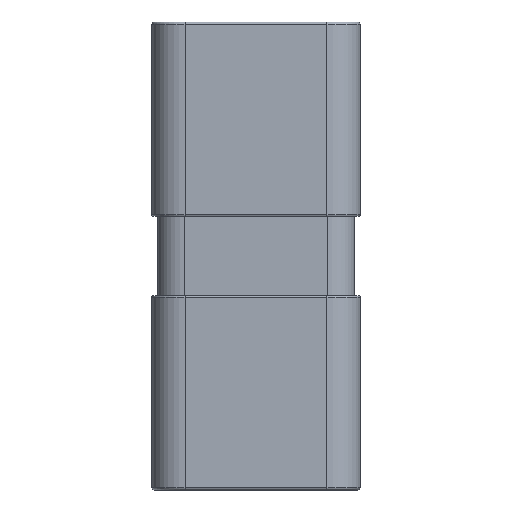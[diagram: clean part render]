
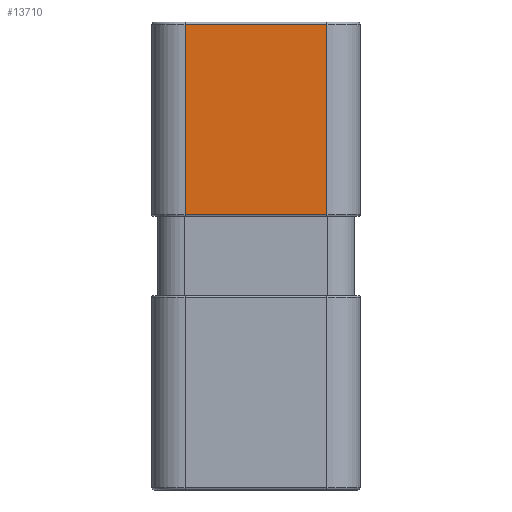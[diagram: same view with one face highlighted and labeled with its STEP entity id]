
A CAD part, left-side view. The second image highlights one B-rep face of the part: STEP entity #13710.
In plain terms, the highlighted planar face has unit normal (-1, 0, 0).
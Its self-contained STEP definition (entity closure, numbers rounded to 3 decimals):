
#185=DIRECTION('',(0.,-1.,0.));
#186=VECTOR('',#185,10.7);
#187=CARTESIAN_POINT('',(-8.95,5.35,17.45));
#188=LINE('',#187,#186);
#189=DIRECTION('',(0.,0.,-1.));
#190=VECTOR('',#189,14.35);
#191=CARTESIAN_POINT('',(-8.95,-5.35,17.45));
#192=LINE('',#191,#190);
#193=DIRECTION('',(0.,-1.,0.));
#194=VECTOR('',#193,10.7);
#195=CARTESIAN_POINT('',(-8.95,5.35,3.1));
#196=LINE('',#195,#194);
#197=DIRECTION('',(0.,0.,1.));
#198=VECTOR('',#197,14.35);
#199=CARTESIAN_POINT('',(-8.95,5.35,3.1));
#200=LINE('',#199,#198);
#12602=CARTESIAN_POINT('',(-8.95,5.35,3.1));
#12603=VERTEX_POINT('',#12602);
#12606=CARTESIAN_POINT('',(-8.95,-5.35,3.1));
#12607=VERTEX_POINT('',#12606);
#12970=CARTESIAN_POINT('',(-8.95,-5.35,17.45));
#12972=VERTEX_POINT('',#12970);
#12996=CARTESIAN_POINT('',(-8.95,5.35,17.45));
#12997=VERTEX_POINT('',#12996);
#13696=CARTESIAN_POINT('',(-8.95,7.85,0.));
#13697=DIRECTION('',(-1.,0.,0.));
#13698=DIRECTION('',(0.,-1.,0.));
#13699=AXIS2_PLACEMENT_3D('',#13696,#13697,#13698);
#13700=PLANE('',#13699);
#13701=ORIENTED_EDGE('',*,*,#13690,.T.);
#13703=ORIENTED_EDGE('',*,*,#13702,.T.);
#13705=ORIENTED_EDGE('',*,*,#13704,.F.);
#13707=ORIENTED_EDGE('',*,*,#13706,.T.);
#13708=EDGE_LOOP('',(#13701,#13703,#13705,#13707));
#13709=FACE_OUTER_BOUND('',#13708,.F.);
#13710=ADVANCED_FACE('',(#13709),#13700,.T.);
#13690=EDGE_CURVE('',#12997,#12972,#188,.T.);
#13702=EDGE_CURVE('',#12972,#12607,#192,.T.);
#13704=EDGE_CURVE('',#12603,#12607,#196,.T.);
#13706=EDGE_CURVE('',#12603,#12997,#200,.T.);
